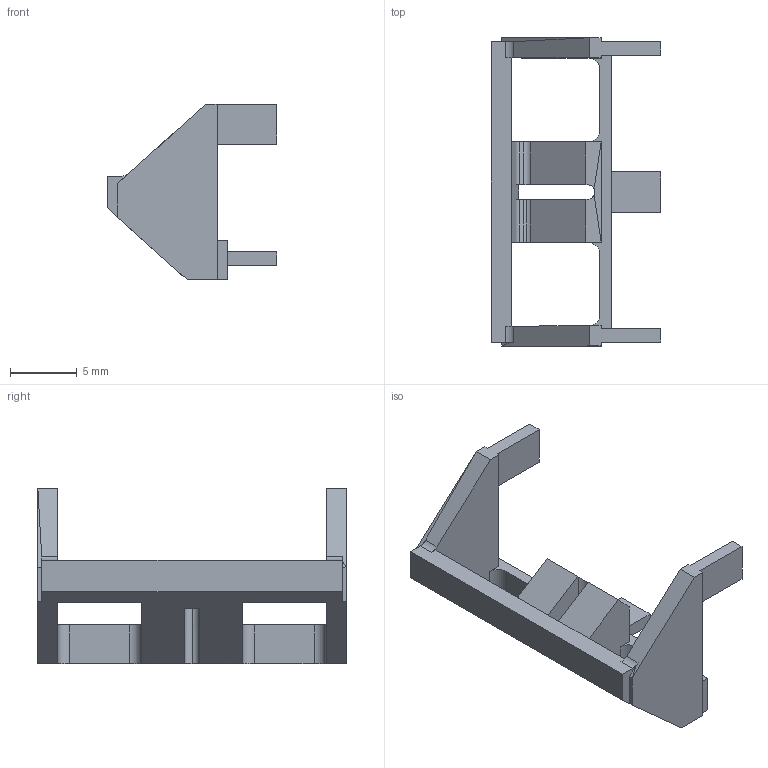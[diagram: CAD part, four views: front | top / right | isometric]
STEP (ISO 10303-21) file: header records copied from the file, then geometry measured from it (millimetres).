
FILE_DESCRIPTION (( 'STEP AP214' ), '1' );
FILE_NAME ('NoseMAR2020_b.step', '2020-03-30T22:16:47', ( '' ), ( '' ), 'SwSTEP 2.0', 'SolidWorks 2019', '' );
FILE_SCHEMA (( 'AUTOMOTIVE_DESIGN' ));
Length unit declared in the file: millimetre
Products named in the file (1): NoseMAR2020_b
Bounding box: 12.64 x 23.04 x 13.1 mm (x, y, z)
Volume: 586 mm3; surface area: 1027.6 mm2
Topology: 1 solids, 1 shells, 76 faces, 227 edges, 148 vertices
Faces by surface type: plane 62, cylinder 14
Entity records: 2570 total; most frequent: CARTESIAN_POINT 485, ORIENTED_EDGE 454, DIRECTION 396, EDGE_CURVE 227, VECTOR 190, LINE 190, VERTEX_POINT 148, AXIS2_PLACEMENT_3D 103
